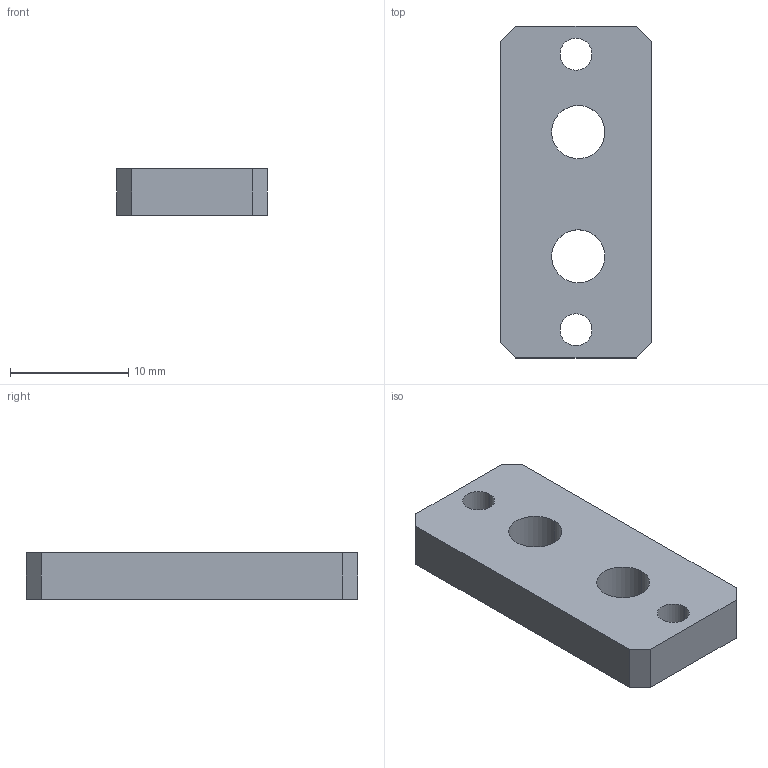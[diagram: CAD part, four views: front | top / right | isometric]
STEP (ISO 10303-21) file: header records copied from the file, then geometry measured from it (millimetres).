
FILE_DESCRIPTION (( 'STEP AP214' ), '1' );
FILE_NAME ('HOOK Indicator Mount Plate.STEP', '2021-03-20T19:23:31', ( '' ), ( '' ), 'SwSTEP 2.0', 'SolidWorks 2019', '' );
FILE_SCHEMA (( 'AUTOMOTIVE_DESIGN' ));
Length unit declared in the file: inch
Products named in the file (1): HOOK Indicator Mount Plate
Bounding box: 12.76 x 28.07 x 3.94 mm (x, y, z)
Volume: 1087 mm3; surface area: 1128.4 mm2
Topology: 1 solids, 1 shells, 31 faces, 80 edges, 52 vertices
Faces by surface type: plane 15, cylinder 12, cone 4
Entity records: 1006 total; most frequent: DIRECTION 172, CARTESIAN_POINT 164, ORIENTED_EDGE 160, EDGE_CURVE 80, AXIS2_PLACEMENT_3D 60, VECTOR 52, VERTEX_POINT 52, LINE 52
